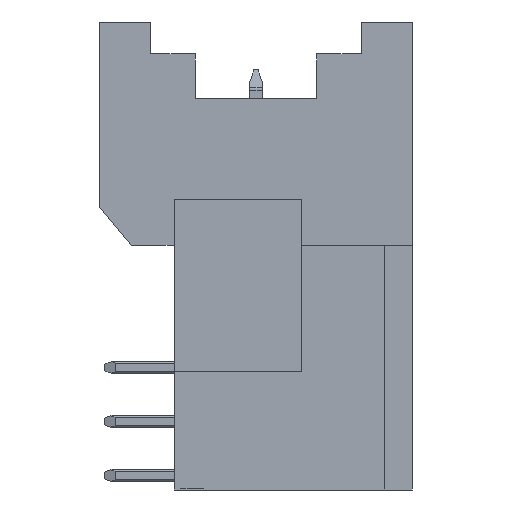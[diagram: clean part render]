
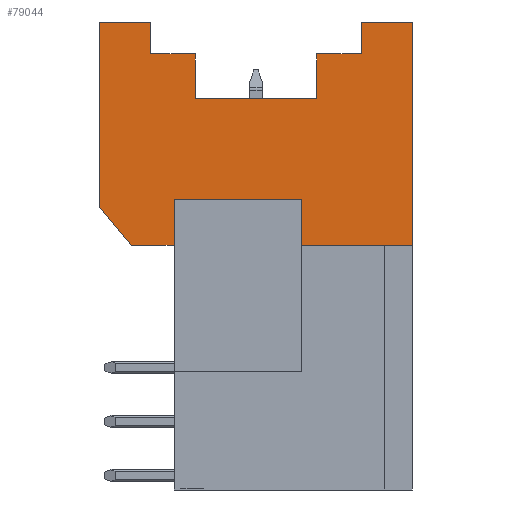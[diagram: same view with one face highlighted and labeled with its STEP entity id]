
A CAD part, left-side view. The second image highlights one B-rep face of the part: STEP entity #79044.
In plain terms, the highlighted planar face has unit normal (-1, 0, 0).
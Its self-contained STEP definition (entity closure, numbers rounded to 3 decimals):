
#19=DIRECTION('',(0.,1.,0.));
#20=VECTOR('',#19,2.4);
#21=CARTESIAN_POINT('',(-43.7,-7.35,0.));
#22=LINE('',#21,#20);
#111=DIRECTION('',(0.,0.,-1.));
#112=VECTOR('',#111,1.5);
#113=CARTESIAN_POINT('',(-43.7,-4.95,0.));
#114=LINE('',#113,#112);
#119=DIRECTION('',(0.,0.64,0.768));
#120=VECTOR('',#119,2.343);
#121=CARTESIAN_POINT('',(-43.7,5.85,-10.5));
#122=LINE('',#121,#120);
#123=DIRECTION('',(0.,0.,1.));
#124=VECTOR('',#123,8.7);
#125=CARTESIAN_POINT('',(-43.7,7.35,-8.7));
#126=LINE('',#125,#124);
#127=DIRECTION('',(0.,0.,-1.));
#128=VECTOR('',#127,1.5);
#129=CARTESIAN_POINT('',(-43.7,4.95,0.));
#130=LINE('',#129,#128);
#131=DIRECTION('',(0.,1.,0.));
#132=VECTOR('',#131,5.2);
#133=CARTESIAN_POINT('',(-43.7,-7.35,-10.5));
#134=LINE('',#133,#132);
#135=DIRECTION('',(0.,0.,1.));
#136=VECTOR('',#135,2.15);
#137=CARTESIAN_POINT('',(-43.7,-2.15,-10.5));
#138=LINE('',#137,#136);
#139=DIRECTION('',(0.,1.,0.));
#140=VECTOR('',#139,1.2);
#141=CARTESIAN_POINT('',(-43.7,-2.15,-8.35));
#142=LINE('',#141,#140);
#143=DIRECTION('',(0.,0.,-1.));
#144=VECTOR('',#143,2.5);
#145=CARTESIAN_POINT('',(-43.7,-0.95,-8.35));
#146=LINE('',#145,#144);
#147=DIRECTION('',(0.,1.,0.));
#148=VECTOR('',#147,3.6);
#149=CARTESIAN_POINT('',(-43.7,-0.95,-10.85));
#150=LINE('',#149,#148);
#151=DIRECTION('',(0.,1.,0.));
#152=VECTOR('',#151,1.2);
#153=CARTESIAN_POINT('',(-43.7,2.65,-8.35));
#154=LINE('',#153,#152);
#155=DIRECTION('',(0.,1.,0.));
#156=VECTOR('',#155,2.);
#157=CARTESIAN_POINT('',(-43.7,3.85,-10.5));
#158=LINE('',#157,#156);
#283=DIRECTION('',(0.,0.,1.));
#284=VECTOR('',#283,2.15);
#285=CARTESIAN_POINT('',(-43.7,3.85,-10.5));
#286=LINE('',#285,#284);
#357=DIRECTION('',(0.,0.,-1.));
#358=VECTOR('',#357,2.5);
#359=CARTESIAN_POINT('',(-43.7,2.65,-8.35));
#360=LINE('',#359,#358);
#432=DIRECTION('',(0.,0.,1.));
#433=VECTOR('',#432,10.5);
#434=CARTESIAN_POINT('',(-43.7,-7.35,-10.5));
#435=LINE('',#434,#433);
#7598=DIRECTION('',(0.,1.,0.));
#7599=VECTOR('',#7598,2.1);
#7600=CARTESIAN_POINT('',(-43.7,2.85,-1.5));
#7601=LINE('',#7600,#7599);
#7606=DIRECTION('',(0.,0.,1.));
#7607=VECTOR('',#7606,2.1);
#7608=CARTESIAN_POINT('',(-43.7,2.85,-3.6));
#7609=LINE('',#7608,#7607);
#7614=DIRECTION('',(0.,1.,0.));
#7615=VECTOR('',#7614,5.7);
#7616=CARTESIAN_POINT('',(-43.7,-2.85,-3.6));
#7617=LINE('',#7616,#7615);
#7622=DIRECTION('',(0.,0.,-1.));
#7623=VECTOR('',#7622,2.1);
#7624=CARTESIAN_POINT('',(-43.7,-2.85,-1.5));
#7625=LINE('',#7624,#7623);
#7630=DIRECTION('',(0.,1.,0.));
#7631=VECTOR('',#7630,2.1);
#7632=CARTESIAN_POINT('',(-43.7,-4.95,-1.5));
#7633=LINE('',#7632,#7631);
#7638=DIRECTION('',(0.,1.,0.));
#7639=VECTOR('',#7638,2.4);
#7640=CARTESIAN_POINT('',(-43.7,4.95,0.));
#7641=LINE('',#7640,#7639);
#60096=CARTESIAN_POINT('',(-43.7,-7.35,0.));
#60097=VERTEX_POINT('',#60096);
#60098=CARTESIAN_POINT('',(-43.7,-4.95,0.));
#60099=VERTEX_POINT('',#60098);
#60136=CARTESIAN_POINT('',(-43.7,-4.95,-1.5));
#60137=VERTEX_POINT('',#60136);
#60138=CARTESIAN_POINT('',(-43.7,5.85,-10.5));
#60139=CARTESIAN_POINT('',(-43.7,7.35,-8.7));
#60140=VERTEX_POINT('',#60138);
#60141=VERTEX_POINT('',#60139);
#60142=CARTESIAN_POINT('',(-43.7,7.35,0.));
#60143=VERTEX_POINT('',#60142);
#60144=CARTESIAN_POINT('',(-43.7,4.95,0.));
#60145=VERTEX_POINT('',#60144);
#60146=CARTESIAN_POINT('',(-43.7,4.95,-1.5));
#60147=VERTEX_POINT('',#60146);
#60148=CARTESIAN_POINT('',(-43.7,2.85,-1.5));
#60149=VERTEX_POINT('',#60148);
#60150=CARTESIAN_POINT('',(-43.7,2.85,-3.6));
#60151=VERTEX_POINT('',#60150);
#60152=CARTESIAN_POINT('',(-43.7,-2.85,-3.6));
#60153=VERTEX_POINT('',#60152);
#60154=CARTESIAN_POINT('',(-43.7,-2.85,-1.5));
#60155=VERTEX_POINT('',#60154);
#60156=CARTESIAN_POINT('',(-43.7,-7.35,-10.5));
#60157=VERTEX_POINT('',#60156);
#60158=CARTESIAN_POINT('',(-43.7,-2.15,-10.5));
#60159=VERTEX_POINT('',#60158);
#60160=CARTESIAN_POINT('',(-43.7,-2.15,-8.35));
#60161=VERTEX_POINT('',#60160);
#60162=CARTESIAN_POINT('',(-43.7,-0.95,-8.35));
#60163=VERTEX_POINT('',#60162);
#60164=CARTESIAN_POINT('',(-43.7,-0.95,-10.85));
#60165=VERTEX_POINT('',#60164);
#60166=CARTESIAN_POINT('',(-43.7,2.65,-10.85));
#60167=VERTEX_POINT('',#60166);
#60168=CARTESIAN_POINT('',(-43.7,2.65,-8.35));
#60169=VERTEX_POINT('',#60168);
#60170=CARTESIAN_POINT('',(-43.7,3.85,-8.35));
#60171=VERTEX_POINT('',#60170);
#60172=CARTESIAN_POINT('',(-43.7,3.85,-10.5));
#60173=VERTEX_POINT('',#60172);
#78997=CARTESIAN_POINT('',(-43.7,7.35,0.));
#78998=DIRECTION('',(-1.,0.,0.));
#78999=DIRECTION('',(0.,-1.,0.));
#79000=AXIS2_PLACEMENT_3D('',#78997,#78998,#78999);
#79001=PLANE('',#79000);
#79003=ORIENTED_EDGE('',*,*,#79002,.T.);
#79005=ORIENTED_EDGE('',*,*,#79004,.T.);
#79007=ORIENTED_EDGE('',*,*,#79006,.F.);
#79009=ORIENTED_EDGE('',*,*,#79008,.T.);
#79011=ORIENTED_EDGE('',*,*,#79010,.F.);
#79013=ORIENTED_EDGE('',*,*,#79012,.F.);
#79015=ORIENTED_EDGE('',*,*,#79014,.F.);
#79017=ORIENTED_EDGE('',*,*,#79016,.F.);
#79019=ORIENTED_EDGE('',*,*,#79018,.F.);
#79020=ORIENTED_EDGE('',*,*,#78982,.F.);
#79021=ORIENTED_EDGE('',*,*,#78831,.F.);
#79023=ORIENTED_EDGE('',*,*,#79022,.F.);
#79025=ORIENTED_EDGE('',*,*,#79024,.T.);
#79027=ORIENTED_EDGE('',*,*,#79026,.T.);
#79029=ORIENTED_EDGE('',*,*,#79028,.T.);
#79031=ORIENTED_EDGE('',*,*,#79030,.T.);
#79033=ORIENTED_EDGE('',*,*,#79032,.T.);
#79035=ORIENTED_EDGE('',*,*,#79034,.F.);
#79037=ORIENTED_EDGE('',*,*,#79036,.T.);
#79039=ORIENTED_EDGE('',*,*,#79038,.F.);
#79041=ORIENTED_EDGE('',*,*,#79040,.T.);
#79042=EDGE_LOOP('',(#79003,#79005,#79007,#79009,#79011,#79013,#79015,#79017,
#79019,#79020,#79021,#79023,#79025,#79027,#79029,#79031,#79033,#79035,#79037,
#79039,#79041));
#79043=FACE_OUTER_BOUND('',#79042,.F.);
#78831=EDGE_CURVE('',#60097,#60099,#22,.T.);
#78982=EDGE_CURVE('',#60099,#60137,#114,.T.);
#79002=EDGE_CURVE('',#60140,#60141,#122,.T.);
#79004=EDGE_CURVE('',#60141,#60143,#126,.T.);
#79006=EDGE_CURVE('',#60145,#60143,#7641,.T.);
#79008=EDGE_CURVE('',#60145,#60147,#130,.T.);
#79010=EDGE_CURVE('',#60149,#60147,#7601,.T.);
#79012=EDGE_CURVE('',#60151,#60149,#7609,.T.);
#79014=EDGE_CURVE('',#60153,#60151,#7617,.T.);
#79016=EDGE_CURVE('',#60155,#60153,#7625,.T.);
#79018=EDGE_CURVE('',#60137,#60155,#7633,.T.);
#79022=EDGE_CURVE('',#60157,#60097,#435,.T.);
#79024=EDGE_CURVE('',#60157,#60159,#134,.T.);
#79026=EDGE_CURVE('',#60159,#60161,#138,.T.);
#79028=EDGE_CURVE('',#60161,#60163,#142,.T.);
#79030=EDGE_CURVE('',#60163,#60165,#146,.T.);
#79032=EDGE_CURVE('',#60165,#60167,#150,.T.);
#79034=EDGE_CURVE('',#60169,#60167,#360,.T.);
#79036=EDGE_CURVE('',#60169,#60171,#154,.T.);
#79038=EDGE_CURVE('',#60173,#60171,#286,.T.);
#79040=EDGE_CURVE('',#60173,#60140,#158,.T.);
#79044=ADVANCED_FACE('',(#79043),#79001,.T.);
